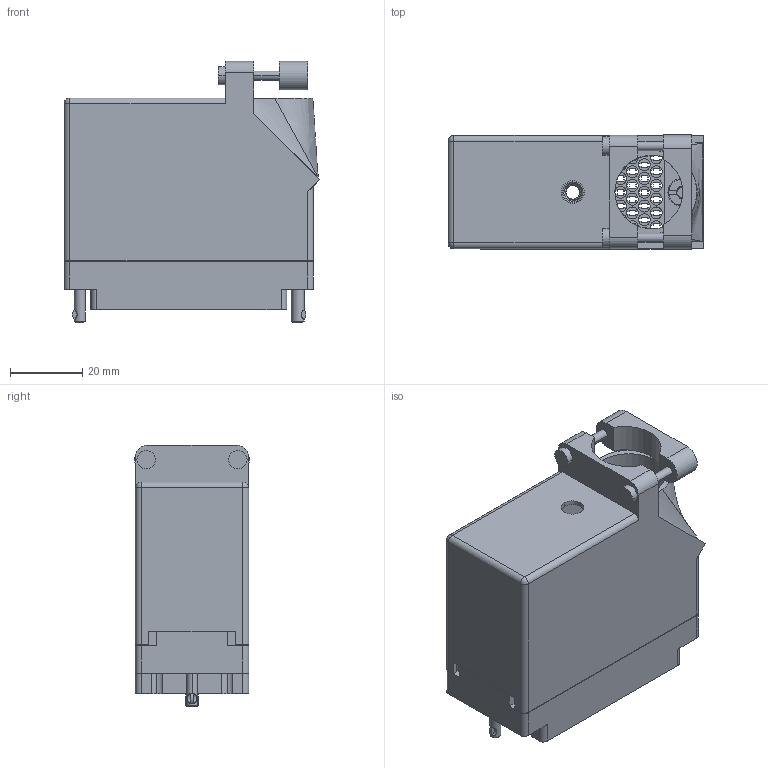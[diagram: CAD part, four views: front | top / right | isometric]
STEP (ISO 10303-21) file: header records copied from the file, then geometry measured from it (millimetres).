
FILE_DESCRIPTION (( 'STEP AP203' ), '1' );
FILE_NAME ('516-090-000-312.STEP', '2020-03-10T16:01:25', ( '' ), ( '' ), 'SwSTEP 2.0', 'SolidWorks 2016', '' );
FILE_SCHEMA (( 'CONFIG_CONTROL_DESIGN' ));
Length unit declared in the file: inch
Products named in the file (7): 516-222-090-102_091; 516-090-000-312; 516-230-001_Plastic - 090 Top Entry; 516-252-091-102; 516-222-090-102_090; 516-252-095-100; 516 Plug Insulator_090
Assembly tree (7 placements, depth 2):
  516-090-000-312
    516 Plug Insulator_090
    516-230-001_Plastic - 090 Top Entry
    516-252-091-102  x2
    516-222-090-102_090
    516-252-095-100
    516-222-090-102_091
Bounding box: 70.83 x 31.75 x 72.34 mm (x, y, z)
Volume: 34964.2 mm3; surface area: 45847.8 mm2
Topology: 7 solids, 7 shells, 2142 faces, 6251 edges, 4145 vertices
Faces by surface type: plane 1475, cylinder 576, cone 46, bspline 39, torus 4, sphere 2
Entity records: 78418 total; most frequent: CARTESIAN_POINT 20341, ORIENTED_EDGE 12342, DIRECTION 11637, EDGE_CURVE 6171, LINE 4465, VECTOR 4465, VERTEX_POINT 4093, AXIS2_PLACEMENT_3D 3586
